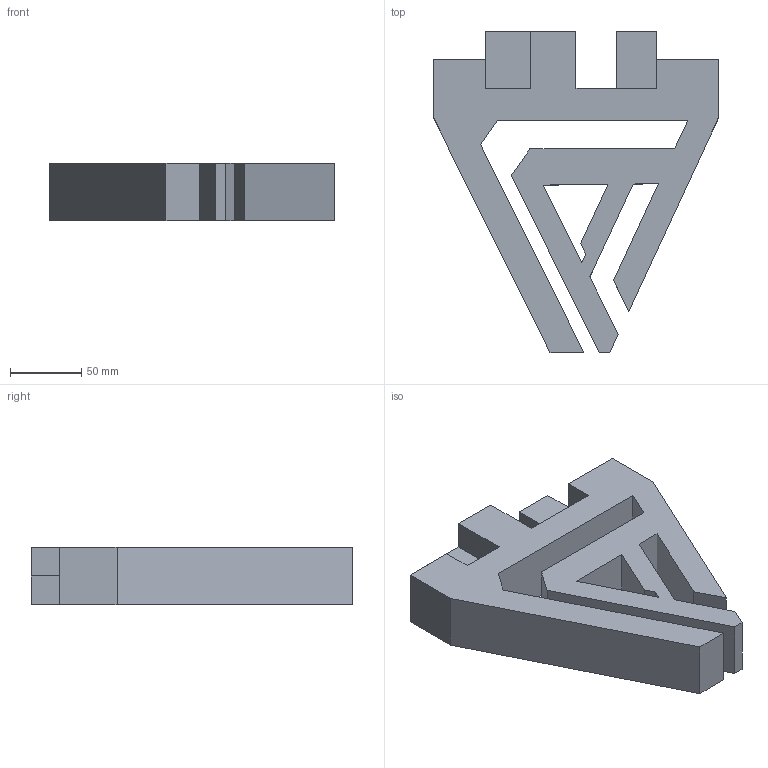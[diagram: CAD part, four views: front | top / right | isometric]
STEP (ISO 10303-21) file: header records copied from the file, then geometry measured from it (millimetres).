
FILE_DESCRIPTION (( 'STEP AP214' ), '1' );
FILE_NAME ('菁釱2.ST', '2023-10-31T10:32:37', ( '' ), ( '' ), 'SwSTEP 2.0', 'SolidWorks 2022', '' );
FILE_SCHEMA (( 'AUTOMOTIVE_DESIGN' ));
Length unit declared in the file: millimetre
Products named in the file (1): 底座2
Bounding box: 200 x 224.95 x 40 mm (x, y, z)
Volume: 345074.6 mm3; surface area: 179659.1 mm2
Topology: 1 solids, 1 shells, 82 faces, 232 edges, 154 vertices
Faces by surface type: plane 82
Entity records: 2638 total; most frequent: CARTESIAN_POINT 469, ORIENTED_EDGE 464, DIRECTION 398, VECTOR 232, EDGE_CURVE 232, LINE 232, VERTEX_POINT 154, EDGE_LOOP 86
